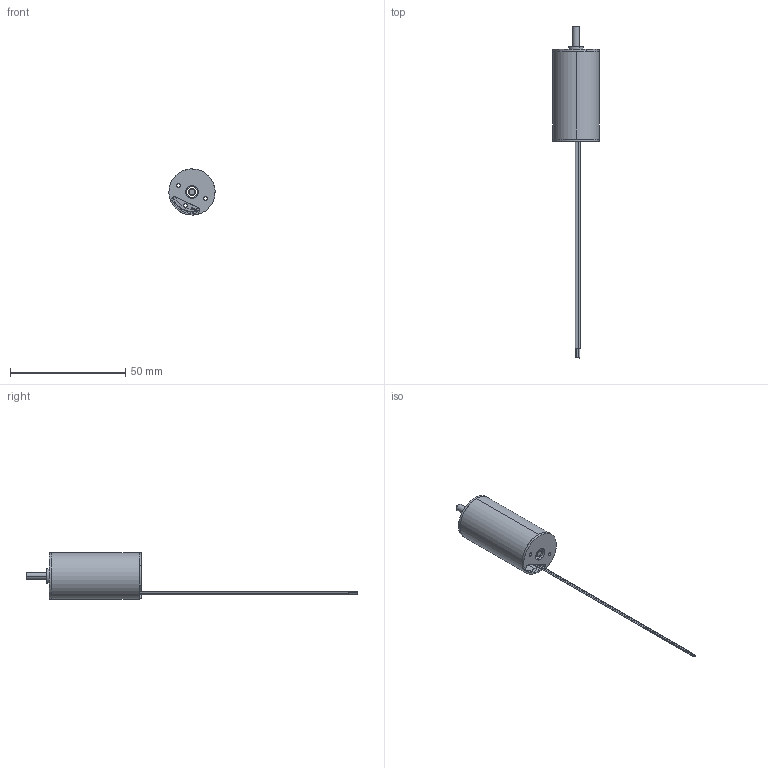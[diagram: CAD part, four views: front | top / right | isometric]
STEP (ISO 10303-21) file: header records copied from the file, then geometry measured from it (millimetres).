
FILE_DESCRIPTION (( 'STEP AP203' ), '1' );
FILE_NAME ('ECH2040L.STEP', '2016-12-27T03:09:15', ( 'Sky123.Org' ), ( 'Sky123.Org' ), 'SwSTEP 2.0', 'SolidWorks 2013', '' );
FILE_SCHEMA (( 'CONFIG_CONTROL_DESIGN' ));
Length unit declared in the file: millimetre
Products named in the file (6): 01.07.0004 儂褲; 01.01.0003 ヶ傷裔; 01.02.0003 綴傷裔; 01.10.0005 粣; 01.14.0083 傷赽盄; ECH2040L
Assembly tree (5 placements, depth 2):
  ECH2040L
    01.07.0004 儂褲
    01.01.0003 ヶ傷裔
    01.02.0003 綴傷裔
    01.10.0005 粣
    01.14.0083 傷赽盄
Bounding box: 20 x 143.8 x 20 mm (x, y, z)
Volume: 4118 mm3; surface area: 8095.2 mm2
Topology: 7 solids, 7 shells, 132 faces, 293 edges, 190 vertices
Faces by surface type: cylinder 80, plane 36, cone 12, torus 4
Entity records: 4396 total; most frequent: DIRECTION 748, CARTESIAN_POINT 635, ORIENTED_EDGE 586, AXIS2_PLACEMENT_3D 319, EDGE_CURVE 293, VERTEX_POINT 190, CIRCLE 179, EDGE_LOOP 165
